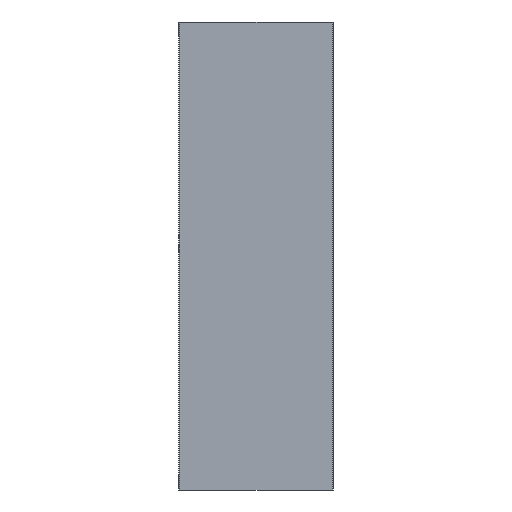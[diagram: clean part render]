
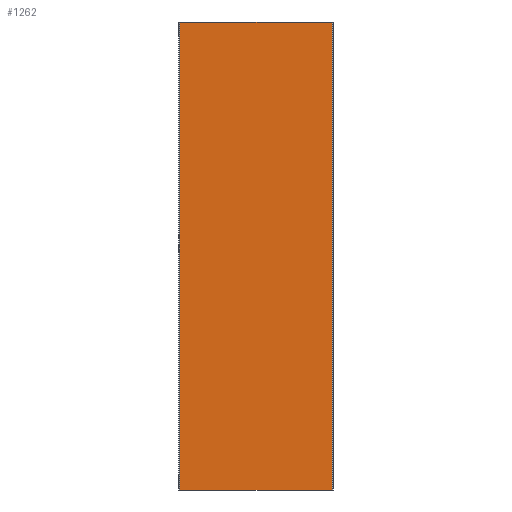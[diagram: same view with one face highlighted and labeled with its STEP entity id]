
A CAD part, front view. The second image highlights one B-rep face of the part: STEP entity #1262.
In plain terms, the highlighted planar face has unit normal (0, -1, 0).
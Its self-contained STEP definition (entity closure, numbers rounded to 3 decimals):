
#91 = CARTESIAN_POINT ( 'NONE',  ( 97.75, 0., 600. ) ) ;
#92 = DIRECTION ( 'NONE',  ( 1., 0., 0. ) ) ;
#100 = CARTESIAN_POINT ( 'NONE',  ( 97.75, 0., 600. ) ) ;
#101 = DIRECTION ( 'NONE',  ( 0., 0., -1. ) ) ;
#183 = DIRECTION ( 'NONE',  ( 1., 0., 0. ) ) ;
#186 = CARTESIAN_POINT ( 'NONE',  ( 97.75, 0., 0. ) ) ;
#198 = CARTESIAN_POINT ( 'NONE',  ( -97.75, 0., 600. ) ) ;
#206 = DIRECTION ( 'NONE',  ( 0., 0., -1. ) ) ;
#231 = ORIENTED_EDGE ( 'NONE', *, *, #1476, .F. ) ;
#270 = ORIENTED_EDGE ( 'NONE', *, *, #1380, .T. ) ;
#279 = VERTEX_POINT ( 'NONE', #741 ) ;
#318 = EDGE_LOOP ( 'NONE', ( #657, #658, #231, #270 ) ) ;
#476 = FACE_OUTER_BOUND ( 'NONE', #318, .T. ) ;
#505 = VERTEX_POINT ( 'NONE', #717 ) ;
#545 = VERTEX_POINT ( 'NONE', #1226 ) ;
#657 = ORIENTED_EDGE ( 'NONE', *, *, #1372, .T. ) ;
#658 = ORIENTED_EDGE ( 'NONE', *, *, #1477, .F. ) ;
#683 = VERTEX_POINT ( 'NONE', #1168 ) ;
#717 = CARTESIAN_POINT ( 'NONE',  ( 97.75, 0., 600. ) ) ;
#741 = CARTESIAN_POINT ( 'NONE',  ( -97.75, 0., 600. ) ) ;
#862 = VECTOR ( 'NONE', #206, 1000. ) ;
#867 = VECTOR ( 'NONE', #183, 1000. ) ;
#896 = LINE ( 'NONE', #186, #867 ) ;
#912 = LINE ( 'NONE', #198, #862 ) ;
#999 = LINE ( 'NONE', #91, #1001 ) ;
#1000 = LINE ( 'NONE', #100, #1002 ) ;
#1001 = VECTOR ( 'NONE', #92, 1000. ) ;
#1002 = VECTOR ( 'NONE', #101, 1000. ) ;
#1139 = CARTESIAN_POINT ( 'NONE',  ( 97.75, 0., 600. ) ) ;
#1141 = DIRECTION ( 'NONE',  ( 0., 0., 1. ) ) ;
#1142 = DIRECTION ( 'NONE',  ( 0., 1., 0. ) ) ;
#1144 = PLANE ( 'NONE',  #1317 ) ;
#1168 = CARTESIAN_POINT ( 'NONE',  ( 97.75, 0., 0. ) ) ;
#1226 = CARTESIAN_POINT ( 'NONE',  ( -97.75, 0., 0. ) ) ;
#1262 = ADVANCED_FACE ( 'NONE', ( #476 ), #1144, .F. ) ;
#1317 = AXIS2_PLACEMENT_3D ( 'NONE', #1139, #1142, #1141 ) ;
#1372 = EDGE_CURVE ( 'NONE', #545, #683, #896, .T. ) ;
#1380 = EDGE_CURVE ( 'NONE', #279, #545, #912, .T. ) ;
#1476 = EDGE_CURVE ( 'NONE', #279, #505, #999, .T. ) ;
#1477 = EDGE_CURVE ( 'NONE', #505, #683, #1000, .T. ) ;
